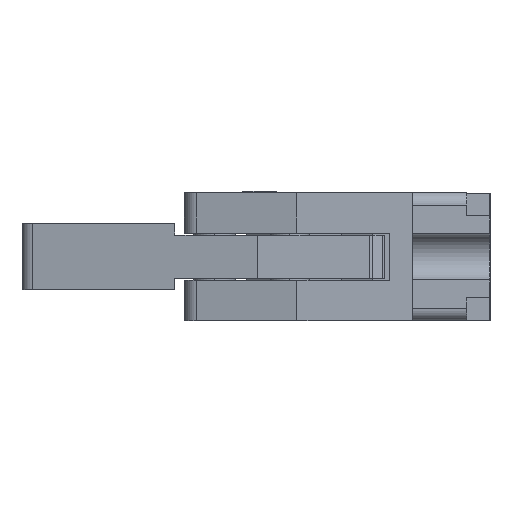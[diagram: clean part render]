
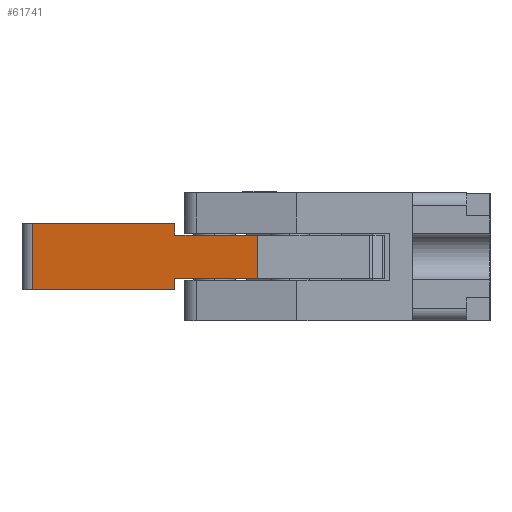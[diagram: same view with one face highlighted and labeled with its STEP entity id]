
A CAD part, left-side view. The second image highlights one B-rep face of the part: STEP entity #61741.
In plain terms, the highlighted planar face has unit normal (-0.988, 0.155, 0).
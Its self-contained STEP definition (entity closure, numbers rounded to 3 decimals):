
#53521=CARTESIAN_POINT('',(-3.258,20.4,-2.85));
#53522=VERTEX_POINT('',#53521);
#53523=CARTESIAN_POINT('',(-4.1,15.04,-2.85));
#53524=VERTEX_POINT('',#53523);
#53525=CARTESIAN_POINT('',(-3.258,20.4,-2.85));
#53526=DIRECTION('',(-0.155,-0.988,0.));
#53527=VECTOR('',#53526,5.426);
#53528=LINE('',#53525,#53527);
#53529=EDGE_CURVE('',#53522,#53524,#53528,.T.);
#61679=CARTESIAN_POINT('',(-4.1,15.04,-4.25));
#61680=DIRECTION('',(0.155,0.988,0.));
#61681=DIRECTION('',(-0.988,0.155,0.));
#61682=AXIS2_PLACEMENT_3D('',#61679,#61681,#61680);
#61683=PLANE('',#61682);
#61684=CARTESIAN_POINT('',(-3.258,20.4,-6.4));
#61685=VERTEX_POINT('',#61684);
#61686=CARTESIAN_POINT('',(-1.81,29.624,-6.4));
#61687=VERTEX_POINT('',#61686);
#61688=CARTESIAN_POINT('',(-3.258,20.4,-6.4));
#61689=DIRECTION('',(0.155,0.988,0.));
#61690=VECTOR('',#61689,9.337);
#61691=LINE('',#61688,#61690);
#61692=EDGE_CURVE('',#61685,#61687,#61691,.T.);
#61693=ORIENTED_EDGE('',*,*,#61692,.F.);
#61694=CARTESIAN_POINT('',(-3.258,20.4,-5.65));
#61695=VERTEX_POINT('',#61694);
#61696=CARTESIAN_POINT('',(-3.258,20.4,-6.4));
#61697=DIRECTION('',(0.,0.,1.));
#61698=VECTOR('',#61697,0.75);
#61699=LINE('',#61696,#61698);
#61700=EDGE_CURVE('',#61685,#61695,#61699,.T.);
#61701=ORIENTED_EDGE('',*,*,#61700,.T.);
#61702=CARTESIAN_POINT('',(-4.1,15.04,-5.65));
#61703=VERTEX_POINT('',#61702);
#61704=CARTESIAN_POINT('',(-4.1,15.04,-5.65));
#61705=DIRECTION('',(0.155,0.988,0.));
#61706=VECTOR('',#61705,5.426);
#61707=LINE('',#61704,#61706);
#61708=EDGE_CURVE('',#61703,#61695,#61707,.T.);
#61709=ORIENTED_EDGE('',*,*,#61708,.F.);
#61710=CARTESIAN_POINT('',(-4.1,15.04,-5.65));
#61711=DIRECTION('',(0.,0.,1.));
#61712=VECTOR('',#61711,2.8);
#61713=LINE('',#61710,#61712);
#61714=EDGE_CURVE('',#61703,#53524,#61713,.T.);
#61715=ORIENTED_EDGE('',*,*,#61714,.T.);
#61716=ORIENTED_EDGE('',*,*,#53529,.F.);
#61717=CARTESIAN_POINT('',(-3.258,20.4,-2.1));
#61718=VERTEX_POINT('',#61717);
#61719=CARTESIAN_POINT('',(-3.258,20.4,-2.1));
#61720=DIRECTION('',(0.,0.,-1.));
#61721=VECTOR('',#61720,0.75);
#61722=LINE('',#61719,#61721);
#61723=EDGE_CURVE('',#61718,#53522,#61722,.T.);
#61724=ORIENTED_EDGE('',*,*,#61723,.F.);
#61725=CARTESIAN_POINT('',(-1.81,29.624,-2.1));
#61726=VERTEX_POINT('',#61725);
#61727=CARTESIAN_POINT('',(-1.81,29.624,-2.1));
#61728=DIRECTION('',(-0.155,-0.988,0.));
#61729=VECTOR('',#61728,9.337);
#61730=LINE('',#61727,#61729);
#61731=EDGE_CURVE('',#61726,#61718,#61730,.T.);
#61732=ORIENTED_EDGE('',*,*,#61731,.F.);
#61733=CARTESIAN_POINT('',(-1.81,29.624,-2.1));
#61734=DIRECTION('',(0.,0.,-1.));
#61735=VECTOR('',#61734,4.3);
#61736=LINE('',#61733,#61735);
#61737=EDGE_CURVE('',#61726,#61687,#61736,.T.);
#61738=ORIENTED_EDGE('',*,*,#61737,.T.);
#61739=EDGE_LOOP('',(#61693,#61701,#61709,#61715,#61716,#61724,#61732,#61738));
#61740=FACE_OUTER_BOUND('',#61739,.T.);
#61741=ADVANCED_FACE('',(#61740),#61683,.T.);
